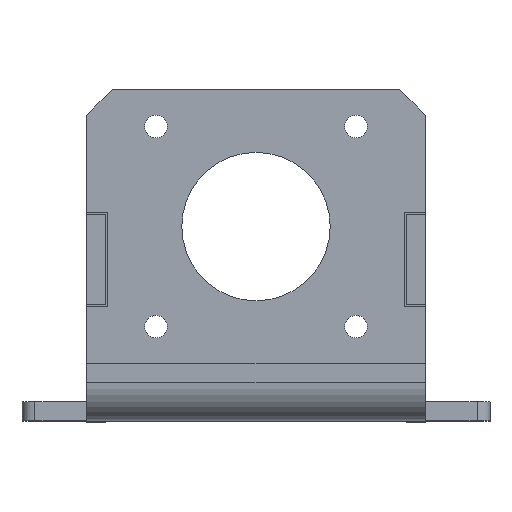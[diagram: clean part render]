
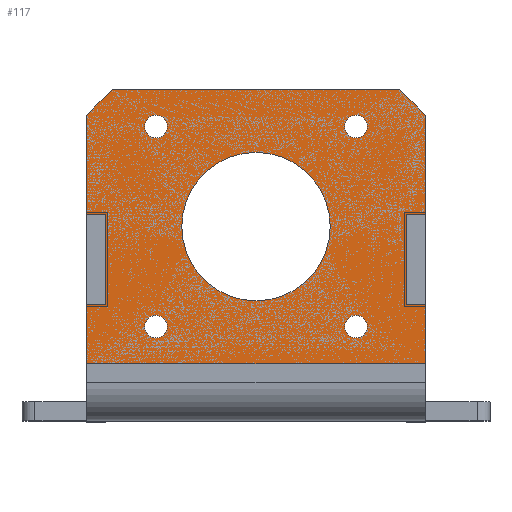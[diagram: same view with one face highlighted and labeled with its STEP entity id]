
A CAD part, top view. The second image highlights one B-rep face of the part: STEP entity #117.
In plain terms, the highlighted planar face has unit normal (0, 0, 1).
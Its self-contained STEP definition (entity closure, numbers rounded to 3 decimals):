
#33 = CARTESIAN_POINT ( 'NONE',  ( 26.25, -21.25, 3. ) ) ;
#40 = VECTOR ( 'NONE', #1750, 1000. ) ;
#49 = AXIS2_PLACEMENT_3D ( 'NONE', #2646, #2928, #3482 ) ;
#69 = ORIENTED_EDGE ( 'NONE', *, *, #2547, .F. ) ;
#90 = DIRECTION ( 'NONE',  ( 0., 1., 0. ) ) ;
#95 = EDGE_CURVE ( 'NONE', #3402, #1653, #2130, .T. ) ;
#107 = ORIENTED_EDGE ( 'NONE', *, *, #485, .T. ) ;
#117 = ADVANCED_FACE ( 'NONE', ( #3408, #570, #2768, #1939, #1197, #1299 ), #454, .T. ) ;
#140 = CARTESIAN_POINT ( 'NONE',  ( -26.25, -21.25, 3. ) ) ;
#181 = CARTESIAN_POINT ( 'NONE',  ( 13.75, 15.5, 3. ) ) ;
#186 = DIRECTION ( 'NONE',  ( 1., 0., 0. ) ) ;
#238 = CARTESIAN_POINT ( 'NONE',  ( -17.25, -15.5, 3. ) ) ;
#242 = AXIS2_PLACEMENT_3D ( 'NONE', #3366, #1719, #90 ) ;
#244 = VERTEX_POINT ( 'NONE', #3541 ) ;
#246 = AXIS2_PLACEMENT_3D ( 'NONE', #1088, #3026, #1366 ) ;
#259 = VERTEX_POINT ( 'NONE', #238 ) ;
#287 = VERTEX_POINT ( 'NONE', #3259 ) ;
#297 = VERTEX_POINT ( 'NONE', #181 ) ;
#369 = ORIENTED_EDGE ( 'NONE', *, *, #2721, .F. ) ;
#385 = CIRCLE ( 'NONE', #2668, 1.75 ) ;
#390 = LINE ( 'NONE', #1224, #3226 ) ;
#403 = CARTESIAN_POINT ( 'NONE',  ( 11.5, 0., 3. ) ) ;
#445 = DIRECTION ( 'NONE',  ( 0., 0., 1. ) ) ;
#448 = ORIENTED_EDGE ( 'NONE', *, *, #2090, .F. ) ;
#454 = PLANE ( 'NONE',  #49 ) ;
#485 = EDGE_CURVE ( 'NONE', #2125, #2045, #916, .T. ) ;
#487 = CARTESIAN_POINT ( 'NONE',  ( 15.5, -15.5, 3. ) ) ;
#548 = EDGE_LOOP ( 'NONE', ( #2148, #847, #1420, #1351, #107, #1266 ) ) ;
#549 = EDGE_CURVE ( 'NONE', #2629, #1469, #1377, .T. ) ;
#570 = FACE_BOUND ( 'NONE', #831, .T. ) ;
#590 = VERTEX_POINT ( 'NONE', #722 ) ;
#634 = CIRCLE ( 'NONE', #3424, 1.75 ) ;
#648 = ORIENTED_EDGE ( 'NONE', *, *, #3209, .F. ) ;
#665 = EDGE_LOOP ( 'NONE', ( #2164, #2498 ) ) ;
#722 = CARTESIAN_POINT ( 'NONE',  ( -13.75, 15.5, 3. ) ) ;
#741 = DIRECTION ( 'NONE',  ( 1., 0., 0. ) ) ;
#766 = DIRECTION ( 'NONE',  ( -1., 0., 0. ) ) ;
#785 = EDGE_CURVE ( 'NONE', #1292, #259, #1751, .T. ) ;
#823 = CIRCLE ( 'NONE', #3430, 11.5 ) ;
#831 = EDGE_LOOP ( 'NONE', ( #2245, #369 ) ) ;
#847 = ORIENTED_EDGE ( 'NONE', *, *, #95, .T. ) ;
#854 = DIRECTION ( 'NONE',  ( 0., 0., 1. ) ) ;
#888 = VECTOR ( 'NONE', #3043, 1000. ) ;
#916 = LINE ( 'NONE', #1865, #1565 ) ;
#925 = CARTESIAN_POINT ( 'NONE',  ( -11.5, 0., 3. ) ) ;
#941 = CARTESIAN_POINT ( 'NONE',  ( 17.25, -15.5, 3. ) ) ;
#977 = CARTESIAN_POINT ( 'NONE',  ( -21.75, 21.75, 3. ) ) ;
#993 = CARTESIAN_POINT ( 'NONE',  ( 0., 0., 3. ) ) ;
#1028 = CARTESIAN_POINT ( 'NONE',  ( 15.5, 15.5, 3. ) ) ;
#1037 = VERTEX_POINT ( 'NONE', #941 ) ;
#1039 = ORIENTED_EDGE ( 'NONE', *, *, #2172, .F. ) ;
#1076 = CARTESIAN_POINT ( 'NONE',  ( 0., 0., 3. ) ) ;
#1088 = CARTESIAN_POINT ( 'NONE',  ( 15.5, 15.5, 3. ) ) ;
#1179 = CIRCLE ( 'NONE', #1513, 1.75 ) ;
#1186 = EDGE_LOOP ( 'NONE', ( #2967, #69 ) ) ;
#1197 = FACE_OUTER_BOUND ( 'NONE', #548, .T. ) ;
#1224 = CARTESIAN_POINT ( 'NONE',  ( 26.25, 21.25, 3. ) ) ;
#1266 = ORIENTED_EDGE ( 'NONE', *, *, #2865, .T. ) ;
#1292 = VERTEX_POINT ( 'NONE', #3462 ) ;
#1299 = FACE_BOUND ( 'NONE', #665, .T. ) ;
#1304 = DIRECTION ( 'NONE',  ( 0., -1., 0. ) ) ;
#1351 = ORIENTED_EDGE ( 'NONE', *, *, #1645, .T. ) ;
#1353 = DIRECTION ( 'NONE',  ( 1., 0., 0. ) ) ;
#1366 = DIRECTION ( 'NONE',  ( 0., -1., 0. ) ) ;
#1377 = CIRCLE ( 'NONE', #1632, 11.5 ) ;
#1389 = AXIS2_PLACEMENT_3D ( 'NONE', #487, #2407, #766 ) ;
#1399 = DIRECTION ( 'NONE',  ( 0., 0., 1. ) ) ;
#1420 = ORIENTED_EDGE ( 'NONE', *, *, #2665, .T. ) ;
#1469 = VERTEX_POINT ( 'NONE', #403 ) ;
#1509 = CARTESIAN_POINT ( 'NONE',  ( 13.75, -15.5, 3. ) ) ;
#1513 = AXIS2_PLACEMENT_3D ( 'NONE', #3057, #1399, #3326 ) ;
#1536 = EDGE_CURVE ( 'NONE', #2176, #3402, #390, .T. ) ;
#1565 = VECTOR ( 'NONE', #3519, 1000. ) ;
#1632 = AXIS2_PLACEMENT_3D ( 'NONE', #993, #2649, #741 ) ;
#1645 = EDGE_CURVE ( 'NONE', #3037, #2125, #2842, .T. ) ;
#1653 = VERTEX_POINT ( 'NONE', #1838 ) ;
#1719 = DIRECTION ( 'NONE',  ( 0., 0., 1. ) ) ;
#1750 = DIRECTION ( 'NONE',  ( 0., -1., 0. ) ) ;
#1751 = CIRCLE ( 'NONE', #1901, 1.75 ) ;
#1763 = CARTESIAN_POINT ( 'NONE',  ( -22.25, 21.25, 3. ) ) ;
#1807 = DIRECTION ( 'NONE',  ( 0., 0., 1. ) ) ;
#1810 = DIRECTION ( 'NONE',  ( -0.707, -0.707, 0. ) ) ;
#1838 = CARTESIAN_POINT ( 'NONE',  ( -26.25, 17.25, 3. ) ) ;
#1865 = CARTESIAN_POINT ( 'NONE',  ( 26.25, -21.25, 3. ) ) ;
#1901 = AXIS2_PLACEMENT_3D ( 'NONE', #2501, #854, #2776 ) ;
#1902 = CARTESIAN_POINT ( 'NONE',  ( 26.25, 17.25, 3. ) ) ;
#1906 = EDGE_CURVE ( 'NONE', #1037, #2389, #2717, .T. ) ;
#1917 = CIRCLE ( 'NONE', #242, 1.75 ) ;
#1939 = FACE_BOUND ( 'NONE', #2859, .T. ) ;
#2033 = VECTOR ( 'NONE', #1810, 1000. ) ;
#2045 = VERTEX_POINT ( 'NONE', #1902 ) ;
#2062 = EDGE_CURVE ( 'NONE', #1469, #2629, #823, .T. ) ;
#2084 = CARTESIAN_POINT ( 'NONE',  ( 15.5, -15.5, 3. ) ) ;
#2090 = EDGE_CURVE ( 'NONE', #297, #244, #3093, .T. ) ;
#2114 = VECTOR ( 'NONE', #2942, 1000. ) ;
#2125 = VERTEX_POINT ( 'NONE', #33 ) ;
#2130 = LINE ( 'NONE', #977, #2033 ) ;
#2148 = ORIENTED_EDGE ( 'NONE', *, *, #1536, .T. ) ;
#2164 = ORIENTED_EDGE ( 'NONE', *, *, #549, .F. ) ;
#2172 = EDGE_CURVE ( 'NONE', #590, #287, #1179, .T. ) ;
#2174 = CARTESIAN_POINT ( 'NONE',  ( 21.75, 21.75, 3. ) ) ;
#2176 = VERTEX_POINT ( 'NONE', #2769 ) ;
#2245 = ORIENTED_EDGE ( 'NONE', *, *, #1906, .F. ) ;
#2314 = LINE ( 'NONE', #140, #40 ) ;
#2354 = LINE ( 'NONE', #2174, #888 ) ;
#2362 = DIRECTION ( 'NONE',  ( -1., 0., 0. ) ) ;
#2389 = VERTEX_POINT ( 'NONE', #1509 ) ;
#2407 = DIRECTION ( 'NONE',  ( 0., 0., 1. ) ) ;
#2468 = EDGE_LOOP ( 'NONE', ( #3411, #448 ) ) ;
#2498 = ORIENTED_EDGE ( 'NONE', *, *, #2062, .F. ) ;
#2501 = CARTESIAN_POINT ( 'NONE',  ( -15.5, -15.5, 3. ) ) ;
#2532 = EDGE_CURVE ( 'NONE', #244, #297, #634, .T. ) ;
#2547 = EDGE_CURVE ( 'NONE', #259, #1292, #1917, .T. ) ;
#2610 = DIRECTION ( 'NONE',  ( -1., 0., 0. ) ) ;
#2629 = VERTEX_POINT ( 'NONE', #925 ) ;
#2646 = CARTESIAN_POINT ( 'NONE',  ( 0., 0., 3. ) ) ;
#2649 = DIRECTION ( 'NONE',  ( 0., 0., 1. ) ) ;
#2659 = CARTESIAN_POINT ( 'NONE',  ( 26.25, -21.25, 3. ) ) ;
#2665 = EDGE_CURVE ( 'NONE', #1653, #3037, #2314, .T. ) ;
#2668 = AXIS2_PLACEMENT_3D ( 'NONE', #3465, #1807, #186 ) ;
#2717 = CIRCLE ( 'NONE', #1389, 1.75 ) ;
#2721 = EDGE_CURVE ( 'NONE', #2389, #1037, #3533, .T. ) ;
#2768 = FACE_BOUND ( 'NONE', #2468, .T. ) ;
#2769 = CARTESIAN_POINT ( 'NONE',  ( 22.25, 21.25, 3. ) ) ;
#2776 = DIRECTION ( 'NONE',  ( 0., 1., 0. ) ) ;
#2842 = LINE ( 'NONE', #2659, #2114 ) ;
#2859 = EDGE_LOOP ( 'NONE', ( #1039, #648 ) ) ;
#2865 = EDGE_CURVE ( 'NONE', #2045, #2176, #2354, .T. ) ;
#2928 = DIRECTION ( 'NONE',  ( 0., 0., 1. ) ) ;
#2942 = DIRECTION ( 'NONE',  ( 1., 0., 0. ) ) ;
#2967 = ORIENTED_EDGE ( 'NONE', *, *, #785, .F. ) ;
#2968 = DIRECTION ( 'NONE',  ( 0., 0., 1. ) ) ;
#2997 = AXIS2_PLACEMENT_3D ( 'NONE', #2084, #445, #2362 ) ;
#3017 = DIRECTION ( 'NONE',  ( 0., 0., 1. ) ) ;
#3026 = DIRECTION ( 'NONE',  ( 0., 0., 1. ) ) ;
#3037 = VERTEX_POINT ( 'NONE', #3103 ) ;
#3043 = DIRECTION ( 'NONE',  ( -0.707, 0.707, 0. ) ) ;
#3057 = CARTESIAN_POINT ( 'NONE',  ( -15.5, 15.5, 3. ) ) ;
#3093 = CIRCLE ( 'NONE', #246, 1.75 ) ;
#3103 = CARTESIAN_POINT ( 'NONE',  ( -26.25, -21.25, 3. ) ) ;
#3209 = EDGE_CURVE ( 'NONE', #287, #590, #385, .T. ) ;
#3226 = VECTOR ( 'NONE', #2610, 1000. ) ;
#3259 = CARTESIAN_POINT ( 'NONE',  ( -17.25, 15.5, 3. ) ) ;
#3326 = DIRECTION ( 'NONE',  ( 1., 0., 0. ) ) ;
#3366 = CARTESIAN_POINT ( 'NONE',  ( -15.5, -15.5, 3. ) ) ;
#3402 = VERTEX_POINT ( 'NONE', #1763 ) ;
#3408 = FACE_BOUND ( 'NONE', #1186, .T. ) ;
#3411 = ORIENTED_EDGE ( 'NONE', *, *, #2532, .F. ) ;
#3424 = AXIS2_PLACEMENT_3D ( 'NONE', #1028, #2968, #1304 ) ;
#3430 = AXIS2_PLACEMENT_3D ( 'NONE', #1076, #3017, #1353 ) ;
#3462 = CARTESIAN_POINT ( 'NONE',  ( -13.75, -15.5, 3. ) ) ;
#3465 = CARTESIAN_POINT ( 'NONE',  ( -15.5, 15.5, 3. ) ) ;
#3482 = DIRECTION ( 'NONE',  ( 1., 0., 0. ) ) ;
#3519 = DIRECTION ( 'NONE',  ( 0., 1., 0. ) ) ;
#3533 = CIRCLE ( 'NONE', #2997, 1.75 ) ;
#3541 = CARTESIAN_POINT ( 'NONE',  ( 17.25, 15.5, 3. ) ) ;
